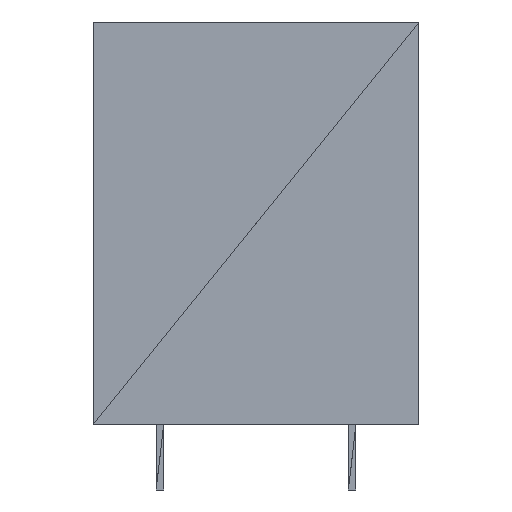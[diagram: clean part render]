
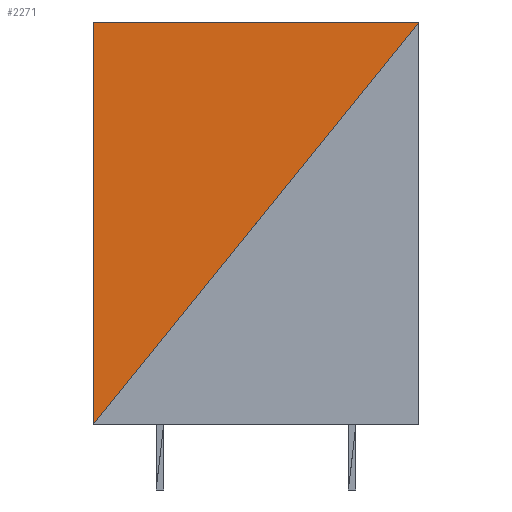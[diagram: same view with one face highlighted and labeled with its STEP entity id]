
A CAD part, left-side view. The second image highlights one B-rep face of the part: STEP entity #2271.
In plain terms, the highlighted planar face has unit normal (-1, 0, 0).
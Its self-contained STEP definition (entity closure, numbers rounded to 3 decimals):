
#610 = VERTEX_POINT('',#611);
#611 = CARTESIAN_POINT('',(-2.549,10.142,15.697));
#633 = VERTEX_POINT('',#634);
#634 = CARTESIAN_POINT('',(-2.549,10.142,0.));
#1686 = VERTEX_POINT('',#1687);
#1687 = CARTESIAN_POINT('',(-2.549,-2.558,15.697));
#1746 = EDGE_CURVE('',#610,#1686,#1747,.T.);
#1747 = LINE('',#1748,#1749);
#1748 = CARTESIAN_POINT('',(-2.549,10.142,15.697));
#1749 = VECTOR('',#1750,1.);
#1750 = DIRECTION('',(0.,-1.,-0.));
#2021 = EDGE_CURVE('',#633,#610,#2022,.T.);
#2022 = LINE('',#2023,#2024);
#2023 = CARTESIAN_POINT('',(-2.549,10.142,0.));
#2024 = VECTOR('',#2025,1.);
#2025 = DIRECTION('',(0.,0.,1.));
#2035 = EDGE_CURVE('',#1686,#633,#2036,.T.);
#2036 = LINE('',#2037,#2038);
#2037 = CARTESIAN_POINT('',(-2.549,-2.558,15.697));
#2038 = VECTOR('',#2039,1.);
#2039 = DIRECTION('',(0.,0.629,-0.777)
  );
#2271 = ADVANCED_FACE('',(#2272),#2277,.F.);
#2272 = FACE_BOUND('',#2273,.F.);
#2273 = EDGE_LOOP('',(#2274,#2275,#2276));
#2274 = ORIENTED_EDGE('',*,*,#2021,.T.);
#2275 = ORIENTED_EDGE('',*,*,#1746,.T.);
#2276 = ORIENTED_EDGE('',*,*,#2035,.T.);
#2277 = PLANE('',#2278);
#2278 = AXIS2_PLACEMENT_3D('',#2279,#2280,#2281);
#2279 = CARTESIAN_POINT('',(-2.549,10.142,15.697));
#2280 = DIRECTION('',(1.,0.,0.));
#2281 = DIRECTION('',(0.,0.629,-0.777)
  );
